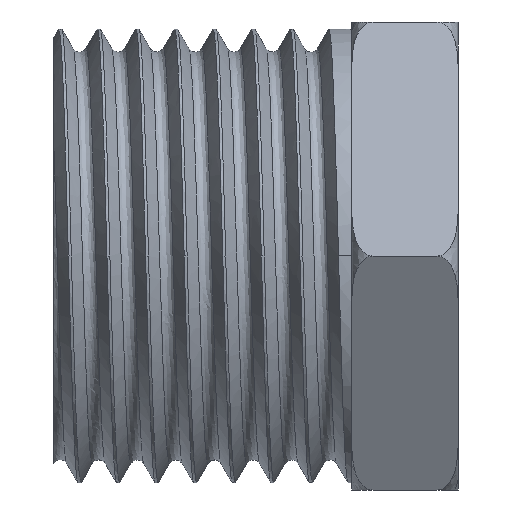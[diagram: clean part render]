
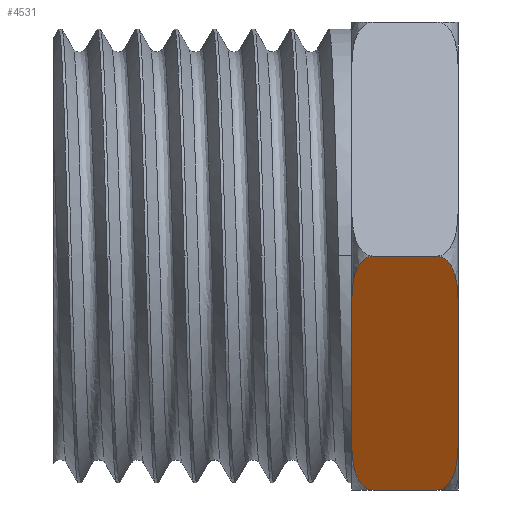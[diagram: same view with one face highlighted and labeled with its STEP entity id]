
A CAD part, front view. The second image highlights one B-rep face of the part: STEP entity #4531.
In plain terms, the highlighted free-form (B-spline) face has degree [1, 1] with [2, 2] control points.
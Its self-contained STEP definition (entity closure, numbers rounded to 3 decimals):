
#4531 = ADVANCED_FACE('',(#4532),#4630,.F.);
#4532 = FACE_BOUND('',#4533,.T.);
#4533 = EDGE_LOOP('',(#4534,#4553,#4560,#4577,#4584,#4601,#4608,#4625));
#4534 = ORIENTED_EDGE('',*,*,#4535,.F.);
#4535 = EDGE_CURVE('',#4536,#4538,#4540,.T.);
#4536 = VERTEX_POINT('',#4537);
#4537 = CARTESIAN_POINT('',(15.095,-12.423,
    -2.203));
#4538 = VERTEX_POINT('',#4539);
#4539 = CARTESIAN_POINT('',(16.173,-13.695,
    0.));
#4540 = B_SPLINE_CURVE_WITH_KNOTS('',3,(#4541,#4542,#4543,#4544,#4545,
    #4546,#4547,#4548,#4549,#4550,#4551,#4552),.UNSPECIFIED.,.F.,.F.,(4,
    2,2,2,2,4),(1.649,1.774,1.841,
    1.882,1.897,1.91),.UNSPECIFIED.);
#4541 = CARTESIAN_POINT('',(15.095,-12.423,
    -2.203));
#4542 = CARTESIAN_POINT('',(15.095,-12.647,
    -1.814));
#4543 = CARTESIAN_POINT('',(15.134,-12.916,
    -1.348));
#4544 = CARTESIAN_POINT('',(15.308,-13.25,
    -0.77));
#4545 = CARTESIAN_POINT('',(15.409,-13.385,
    -0.537));
#4546 = CARTESIAN_POINT('',(15.622,-13.547,
    -0.256));
#4547 = CARTESIAN_POINT('',(15.741,-13.613,
    -0.142));
#4548 = CARTESIAN_POINT('',(15.914,-13.664,
    -0.053));
#4549 = CARTESIAN_POINT('',(15.972,-13.677,
    -0.031));
#4550 = CARTESIAN_POINT('',(16.068,-13.691,
    -0.007));
#4551 = CARTESIAN_POINT('',(16.125,-13.695,
    0.));
#4552 = CARTESIAN_POINT('',(16.173,-13.695,
    0.));
#4553 = ORIENTED_EDGE('',*,*,#4554,.F.);
#4554 = EDGE_CURVE('',#4555,#4536,#4557,.T.);
#4555 = VERTEX_POINT('',#4556);
#4556 = CARTESIAN_POINT('',(15.095,-8.119,
    -9.657));
#4557 = B_SPLINE_CURVE_WITH_KNOTS('',1,(#4558,#4559),.UNSPECIFIED.,.F.,
  .F.,(2,2),(-4.499,3.483),.PIECEWISE_BEZIER_KNOTS.);
#4558 = CARTESIAN_POINT('',(15.095,-8.119,
    -9.657));
#4559 = CARTESIAN_POINT('',(15.095,-12.423,
    -2.203));
#4560 = ORIENTED_EDGE('',*,*,#4561,.F.);
#4561 = EDGE_CURVE('',#4562,#4555,#4564,.T.);
#4562 = VERTEX_POINT('',#4563);
#4563 = CARTESIAN_POINT('',(16.173,-6.847,
    -11.86));
#4564 = B_SPLINE_CURVE_WITH_KNOTS('',3,(#4565,#4566,#4567,#4568,#4569,
    #4570,#4571,#4572,#4573,#4574,#4575,#4576),.UNSPECIFIED.,.F.,.F.,(4,
    2,2,2,2,4),(0.637,0.65,0.665,
    0.706,0.773,0.898),.UNSPECIFIED.);
#4565 = CARTESIAN_POINT('',(16.173,-6.847,
    -11.86));
#4566 = CARTESIAN_POINT('',(16.125,-6.847,
    -11.86));
#4567 = CARTESIAN_POINT('',(16.068,-6.851,
    -11.853));
#4568 = CARTESIAN_POINT('',(15.972,-6.865,
    -11.829));
#4569 = CARTESIAN_POINT('',(15.914,-6.878,
    -11.807));
#4570 = CARTESIAN_POINT('',(15.741,-6.929,
    -11.718));
#4571 = CARTESIAN_POINT('',(15.622,-6.995,
    -11.604));
#4572 = CARTESIAN_POINT('',(15.409,-7.157,
    -11.323));
#4573 = CARTESIAN_POINT('',(15.308,-7.292,
    -11.089));
#4574 = CARTESIAN_POINT('',(15.134,-7.626,
    -10.512));
#4575 = CARTESIAN_POINT('',(15.095,-7.895,
    -10.046));
#4576 = CARTESIAN_POINT('',(15.095,-8.119,
    -9.657));
#4577 = ORIENTED_EDGE('',*,*,#4578,.F.);
#4578 = EDGE_CURVE('',#4579,#4562,#4581,.T.);
#4579 = VERTEX_POINT('',#4580);
#4580 = CARTESIAN_POINT('',(19.407,-6.847,
    -11.86));
#4581 = B_SPLINE_CURVE_WITH_KNOTS('',1,(#4582,#4583),.UNSPECIFIED.,.F.,
  .F.,(2,2),(1.,4.),.PIECEWISE_BEZIER_KNOTS.);
#4582 = CARTESIAN_POINT('',(19.407,-6.847,
    -11.86));
#4583 = CARTESIAN_POINT('',(16.173,-6.847,
    -11.86));
#4584 = ORIENTED_EDGE('',*,*,#4585,.F.);
#4585 = EDGE_CURVE('',#4586,#4579,#4588,.T.);
#4586 = VERTEX_POINT('',#4587);
#4587 = CARTESIAN_POINT('',(20.486,-8.119,
    -9.657));
#4588 = B_SPLINE_CURVE_WITH_KNOTS('',3,(#4589,#4590,#4591,#4592,#4593,
    #4594,#4595,#4596,#4597,#4598,#4599,#4600),.UNSPECIFIED.,.F.,.F.,(4,
    2,2,2,2,4),(1.649,1.774,1.841,
    1.882,1.897,1.91),.UNSPECIFIED.);
#4589 = CARTESIAN_POINT('',(20.486,-8.119,
    -9.657));
#4590 = CARTESIAN_POINT('',(20.486,-7.895,
    -10.046));
#4591 = CARTESIAN_POINT('',(20.446,-7.626,
    -10.512));
#4592 = CARTESIAN_POINT('',(20.272,-7.292,
    -11.089));
#4593 = CARTESIAN_POINT('',(20.171,-7.157,
    -11.323));
#4594 = CARTESIAN_POINT('',(19.958,-6.995,
    -11.604));
#4595 = CARTESIAN_POINT('',(19.839,-6.929,
    -11.718));
#4596 = CARTESIAN_POINT('',(19.667,-6.878,
    -11.807));
#4597 = CARTESIAN_POINT('',(19.608,-6.865,
    -11.829));
#4598 = CARTESIAN_POINT('',(19.512,-6.851,
    -11.853));
#4599 = CARTESIAN_POINT('',(19.455,-6.847,
    -11.86));
#4600 = CARTESIAN_POINT('',(19.407,-6.847,
    -11.86));
#4601 = ORIENTED_EDGE('',*,*,#4602,.F.);
#4602 = EDGE_CURVE('',#4603,#4586,#4605,.T.);
#4603 = VERTEX_POINT('',#4604);
#4604 = CARTESIAN_POINT('',(20.486,-12.423,
    -2.203));
#4605 = B_SPLINE_CURVE_WITH_KNOTS('',1,(#4606,#4607),.UNSPECIFIED.,.F.,
  .F.,(2,2),(-3.566,4.416),.PIECEWISE_BEZIER_KNOTS.);
#4606 = CARTESIAN_POINT('',(20.486,-12.423,
    -2.203));
#4607 = CARTESIAN_POINT('',(20.486,-8.119,
    -9.657));
#4608 = ORIENTED_EDGE('',*,*,#4609,.F.);
#4609 = EDGE_CURVE('',#4610,#4603,#4612,.T.);
#4610 = VERTEX_POINT('',#4611);
#4611 = CARTESIAN_POINT('',(19.407,-13.695,
    0.));
#4612 = B_SPLINE_CURVE_WITH_KNOTS('',3,(#4613,#4614,#4615,#4616,#4617,
    #4618,#4619,#4620,#4621,#4622,#4623,#4624),.UNSPECIFIED.,.F.,.F.,(4,
    2,2,2,2,4),(0.637,0.65,0.665,
    0.706,0.773,0.898),.UNSPECIFIED.);
#4613 = CARTESIAN_POINT('',(19.407,-13.695,
    0.));
#4614 = CARTESIAN_POINT('',(19.455,-13.695,
    0.));
#4615 = CARTESIAN_POINT('',(19.512,-13.691,
    -0.007));
#4616 = CARTESIAN_POINT('',(19.608,-13.677,
    -0.031));
#4617 = CARTESIAN_POINT('',(19.667,-13.664,
    -0.053));
#4618 = CARTESIAN_POINT('',(19.839,-13.613,
    -0.142));
#4619 = CARTESIAN_POINT('',(19.958,-13.547,
    -0.256));
#4620 = CARTESIAN_POINT('',(20.171,-13.385,
    -0.537));
#4621 = CARTESIAN_POINT('',(20.272,-13.25,
    -0.77));
#4622 = CARTESIAN_POINT('',(20.446,-12.916,
    -1.348));
#4623 = CARTESIAN_POINT('',(20.486,-12.647,
    -1.814));
#4624 = CARTESIAN_POINT('',(20.486,-12.423,
    -2.203));
#4625 = ORIENTED_EDGE('',*,*,#4626,.T.);
#4626 = EDGE_CURVE('',#4610,#4538,#4627,.T.);
#4627 = B_SPLINE_CURVE_WITH_KNOTS('',1,(#4628,#4629),.UNSPECIFIED.,.F.,
  .F.,(2,2),(1.,4.),.PIECEWISE_BEZIER_KNOTS.);
#4628 = CARTESIAN_POINT('',(19.407,-13.695,0.));
#4629 = CARTESIAN_POINT('',(16.173,-13.695,0.));
#4630 = B_SPLINE_SURFACE_WITH_KNOTS('',1,1,(
    (#4631,#4632)
    ,(#4633,#4634
    )),.UNSPECIFIED.,.F.,.F.,.F.,(2,2),(2,2),(0.,
    12.702),(0.,5.),.PIECEWISE_BEZIER_KNOTS.);
#4631 = CARTESIAN_POINT('',(20.486,-13.695,
    0.));
#4632 = CARTESIAN_POINT('',(15.095,-13.695,
    0.));
#4633 = CARTESIAN_POINT('',(20.486,-6.847,
    -11.86));
#4634 = CARTESIAN_POINT('',(15.095,-6.847,
    -11.86));
